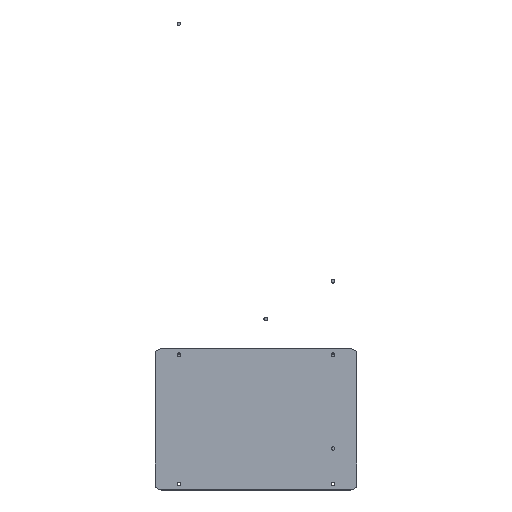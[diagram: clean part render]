
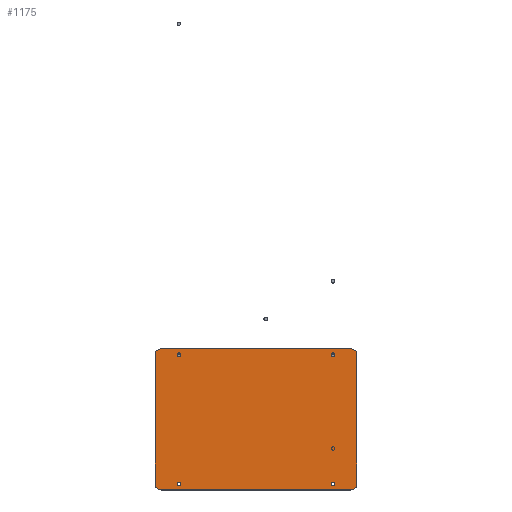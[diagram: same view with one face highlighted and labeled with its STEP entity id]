
A CAD part, top view. The second image highlights one B-rep face of the part: STEP entity #1175.
In plain terms, the highlighted planar face has unit normal (0, 0, 1).
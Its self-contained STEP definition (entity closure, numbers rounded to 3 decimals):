
#1 = ORIENTED_EDGE ( 'NONE', *, *, #344, .F. ) ;
#5 = CARTESIAN_POINT ( 'NONE',  ( -16., -10.9, 1.6 ) ) ;
#9 = EDGE_CURVE ( 'NONE', #1487, #2373, #777, .T. ) ;
#13 = ORIENTED_EDGE ( 'NONE', *, *, #989, .F. ) ;
#29 = ORIENTED_EDGE ( 'NONE', *, *, #2204, .T. ) ;
#33 = CARTESIAN_POINT ( 'NONE',  ( -13., 10.9, 1.6 ) ) ;
#59 = CARTESIAN_POINT ( 'NONE',  ( 16., 11.9, 1.6 ) ) ;
#64 = VECTOR ( 'NONE', #1652, 1000. ) ;
#112 = AXIS2_PLACEMENT_3D ( 'NONE', #33, #830, #463 ) ;
#113 = ORIENTED_EDGE ( 'NONE', *, *, #298, .F. ) ;
#116 = DIRECTION ( 'NONE',  ( 1., 0., 0. ) ) ;
#131 = CARTESIAN_POINT ( 'NONE',  ( -12.7, 10.9, 1.6 ) ) ;
#132 = LINE ( 'NONE', #587, #592 ) ;
#135 = CARTESIAN_POINT ( 'NONE',  ( 13., -10.9, 1.6 ) ) ;
#142 = CARTESIAN_POINT ( 'NONE',  ( -13.3, -10.9, 1.6 ) ) ;
#147 = ORIENTED_EDGE ( 'NONE', *, *, #2591, .F. ) ;
#153 = VERTEX_POINT ( 'NONE', #922 ) ;
#155 = AXIS2_PLACEMENT_3D ( 'NONE', #649, #1501, #1547 ) ;
#182 = CIRCLE ( 'NONE', #1880, 0.3 ) ;
#190 = FACE_BOUND ( 'NONE', #1011, .T. ) ;
#229 = AXIS2_PLACEMENT_3D ( 'NONE', #1395, #727, #317 ) ;
#271 = CARTESIAN_POINT ( 'NONE',  ( -13.3, 10.9, 1.6 ) ) ;
#298 = EDGE_CURVE ( 'NONE', #1926, #1085, #394, .T. ) ;
#302 = VERTEX_POINT ( 'NONE', #1878 ) ;
#317 = DIRECTION ( 'NONE',  ( 1., 0., 0. ) ) ;
#324 = ORIENTED_EDGE ( 'NONE', *, *, #1868, .F. ) ;
#340 = CIRCLE ( 'NONE', #2491, 0.3 ) ;
#344 = EDGE_CURVE ( 'NONE', #1851, #708, #132, .T. ) ;
#394 = LINE ( 'NONE', #1191, #64 ) ;
#396 = FACE_BOUND ( 'NONE', #1497, .T. ) ;
#406 = CARTESIAN_POINT ( 'NONE',  ( 16., -11.9, 1.6 ) ) ;
#435 = AXIS2_PLACEMENT_3D ( 'NONE', #1535, #474, #1321 ) ;
#437 = CARTESIAN_POINT ( 'NONE',  ( -13., -10.9, 1.6 ) ) ;
#442 = ORIENTED_EDGE ( 'NONE', *, *, #1538, .F. ) ;
#446 = DIRECTION ( 'NONE',  ( -1., 0., 0. ) ) ;
#447 = CIRCLE ( 'NONE', #229, 1. ) ;
#463 = DIRECTION ( 'NONE',  ( 1., 0., 0. ) ) ;
#464 = EDGE_CURVE ( 'NONE', #708, #1926, #2160, .T. ) ;
#474 = DIRECTION ( 'NONE',  ( 0., 0., -1. ) ) ;
#539 = EDGE_LOOP ( 'NONE', ( #1185, #1, #600, #1635, #2554, #29, #442, #113 ) ) ;
#568 = CIRCLE ( 'NONE', #2588, 0.3 ) ;
#587 = CARTESIAN_POINT ( 'NONE',  ( 16., -11.9, 1.6 ) ) ;
#592 = VECTOR ( 'NONE', #1397, 1000. ) ;
#598 = DIRECTION ( 'NONE',  ( 0., 0., 1. ) ) ;
#600 = ORIENTED_EDGE ( 'NONE', *, *, #2182, .T. ) ;
#601 = CARTESIAN_POINT ( 'NONE',  ( 12.7, -10.9, 1.6 ) ) ;
#607 = VERTEX_POINT ( 'NONE', #2610 ) ;
#649 = CARTESIAN_POINT ( 'NONE',  ( -13., -10.9, 1.6 ) ) ;
#650 = CARTESIAN_POINT ( 'NONE',  ( 13., 10.9, 1.6 ) ) ;
#672 = EDGE_CURVE ( 'NONE', #607, #153, #2687, .T. ) ;
#679 = DIRECTION ( 'NONE',  ( 1., 0., 0. ) ) ;
#703 = EDGE_CURVE ( 'NONE', #1290, #2300, #568, .T. ) ;
#708 = VERTEX_POINT ( 'NONE', #2049 ) ;
#722 = DIRECTION ( 'NONE',  ( 1., 0., 0. ) ) ;
#727 = DIRECTION ( 'NONE',  ( 0., 0., 1. ) ) ;
#733 = DIRECTION ( 'NONE',  ( 1., 0., 0. ) ) ;
#777 = CIRCLE ( 'NONE', #155, 0.3 ) ;
#808 = CARTESIAN_POINT ( 'NONE',  ( -17., 10.9, 1.6 ) ) ;
#816 = EDGE_LOOP ( 'NONE', ( #2212, #13 ) ) ;
#830 = DIRECTION ( 'NONE',  ( 0., 0., 1. ) ) ;
#841 = DIRECTION ( 'NONE',  ( 0., 0., -1. ) ) ;
#889 = DIRECTION ( 'NONE',  ( 1., 0., 0. ) ) ;
#922 = CARTESIAN_POINT ( 'NONE',  ( 17., 10.9, 1.6 ) ) ;
#982 = ORIENTED_EDGE ( 'NONE', *, *, #9, .F. ) ;
#985 = VERTEX_POINT ( 'NONE', #2258 ) ;
#989 = EDGE_CURVE ( 'NONE', #2300, #1290, #2453, .T. ) ;
#1011 = EDGE_LOOP ( 'NONE', ( #982, #324 ) ) ;
#1033 = FACE_OUTER_BOUND ( 'NONE', #539, .T. ) ;
#1038 = VECTOR ( 'NONE', #1805, 1000. ) ;
#1045 = DIRECTION ( 'NONE',  ( 0., 0., 1. ) ) ;
#1048 = LINE ( 'NONE', #1297, #1038 ) ;
#1085 = VERTEX_POINT ( 'NONE', #808 ) ;
#1175 = ADVANCED_FACE ( 'NONE', ( #1255, #2510, #396, #190, #1033 ), #2548, .F. ) ;
#1185 = ORIENTED_EDGE ( 'NONE', *, *, #464, .F. ) ;
#1191 = CARTESIAN_POINT ( 'NONE',  ( -17., -10.9, 1.6 ) ) ;
#1200 = DIRECTION ( 'NONE',  ( 0., 0., 1. ) ) ;
#1206 = DIRECTION ( 'NONE',  ( 0., 0., -1. ) ) ;
#1225 = AXIS2_PLACEMENT_3D ( 'NONE', #135, #2240, #733 ) ;
#1255 = FACE_BOUND ( 'NONE', #816, .T. ) ;
#1290 = VERTEX_POINT ( 'NONE', #1588 ) ;
#1297 = CARTESIAN_POINT ( 'NONE',  ( 17., -10.9, 1.6 ) ) ;
#1310 = CARTESIAN_POINT ( 'NONE',  ( -16., 10.9, 1.6 ) ) ;
#1321 = DIRECTION ( 'NONE',  ( -1., 0., 0. ) ) ;
#1395 = CARTESIAN_POINT ( 'NONE',  ( 16., -10.9, 1.6 ) ) ;
#1397 = DIRECTION ( 'NONE',  ( -1., 0., 0. ) ) ;
#1464 = DIRECTION ( 'NONE',  ( -1., 0., 0. ) ) ;
#1478 = DIRECTION ( 'NONE',  ( 0., 0., 1. ) ) ;
#1487 = VERTEX_POINT ( 'NONE', #2497 ) ;
#1497 = EDGE_LOOP ( 'NONE', ( #2727, #1870 ) ) ;
#1501 = DIRECTION ( 'NONE',  ( 0., 0., 1. ) ) ;
#1535 = CARTESIAN_POINT ( 'NONE',  ( 16., 10.9, 1.6 ) ) ;
#1538 = EDGE_CURVE ( 'NONE', #1085, #2710, #2446, .T. ) ;
#1547 = DIRECTION ( 'NONE',  ( 1., 0., 0. ) ) ;
#1585 = LINE ( 'NONE', #59, #2519 ) ;
#1588 = CARTESIAN_POINT ( 'NONE',  ( 13.3, -10.9, 1.6 ) ) ;
#1635 = ORIENTED_EDGE ( 'NONE', *, *, #1872, .T. ) ;
#1650 = CARTESIAN_POINT ( 'NONE',  ( 12.7, 10.9, 1.6 ) ) ;
#1652 = DIRECTION ( 'NONE',  ( 0., 1., 0. ) ) ;
#1722 = DIRECTION ( 'NONE',  ( 0., 0., -1. ) ) ;
#1804 = AXIS2_PLACEMENT_3D ( 'NONE', #5, #841, #2173 ) ;
#1805 = DIRECTION ( 'NONE',  ( 0., 1., 0. ) ) ;
#1809 = CIRCLE ( 'NONE', #112, 0.3 ) ;
#1841 = CIRCLE ( 'NONE', #2061, 0.3 ) ;
#1851 = VERTEX_POINT ( 'NONE', #406 ) ;
#1868 = EDGE_CURVE ( 'NONE', #2373, #1487, #340, .T. ) ;
#1870 = ORIENTED_EDGE ( 'NONE', *, *, #2372, .F. ) ;
#1872 = EDGE_CURVE ( 'NONE', #302, #153, #1048, .T. ) ;
#1878 = CARTESIAN_POINT ( 'NONE',  ( 17., -10.9, 1.6 ) ) ;
#1880 = AXIS2_PLACEMENT_3D ( 'NONE', #650, #1045, #679 ) ;
#1886 = ORIENTED_EDGE ( 'NONE', *, *, #2427, .F. ) ;
#1926 = VERTEX_POINT ( 'NONE', #2197 ) ;
#1951 = EDGE_CURVE ( 'NONE', #2274, #1957, #1809, .T. ) ;
#1957 = VERTEX_POINT ( 'NONE', #271 ) ;
#2037 = CARTESIAN_POINT ( 'NONE',  ( 13., -10.9, 1.6 ) ) ;
#2045 = EDGE_LOOP ( 'NONE', ( #1886, #147 ) ) ;
#2049 = CARTESIAN_POINT ( 'NONE',  ( -16., -11.9, 1.6 ) ) ;
#2052 = CARTESIAN_POINT ( 'NONE',  ( -13., 10.9, 1.6 ) ) ;
#2060 = DIRECTION ( 'NONE',  ( 1., 0., 0. ) ) ;
#2061 = AXIS2_PLACEMENT_3D ( 'NONE', #2052, #1200, #2060 ) ;
#2160 = CIRCLE ( 'NONE', #1804, 1. ) ;
#2173 = DIRECTION ( 'NONE',  ( -1., 0., 0. ) ) ;
#2182 = EDGE_CURVE ( 'NONE', #1851, #302, #447, .T. ) ;
#2197 = CARTESIAN_POINT ( 'NONE',  ( -17., -10.9, 1.6 ) ) ;
#2204 = EDGE_CURVE ( 'NONE', #607, #2710, #1585, .T. ) ;
#2212 = ORIENTED_EDGE ( 'NONE', *, *, #703, .F. ) ;
#2240 = DIRECTION ( 'NONE',  ( 0., 0., 1. ) ) ;
#2258 = CARTESIAN_POINT ( 'NONE',  ( 13.3, 10.9, 1.6 ) ) ;
#2263 = AXIS2_PLACEMENT_3D ( 'NONE', #1310, #1722, #446 ) ;
#2267 = VERTEX_POINT ( 'NONE', #1650 ) ;
#2274 = VERTEX_POINT ( 'NONE', #131 ) ;
#2298 = AXIS2_PLACEMENT_3D ( 'NONE', #2765, #1206, #1464 ) ;
#2300 = VERTEX_POINT ( 'NONE', #601 ) ;
#2372 = EDGE_CURVE ( 'NONE', #1957, #2274, #1841, .T. ) ;
#2373 = VERTEX_POINT ( 'NONE', #142 ) ;
#2427 = EDGE_CURVE ( 'NONE', #985, #2267, #182, .T. ) ;
#2433 = CARTESIAN_POINT ( 'NONE',  ( 13., 10.9, 1.6 ) ) ;
#2446 = CIRCLE ( 'NONE', #2263, 1. ) ;
#2453 = CIRCLE ( 'NONE', #1225, 0.3 ) ;
#2476 = CIRCLE ( 'NONE', #2514, 0.3 ) ;
#2491 = AXIS2_PLACEMENT_3D ( 'NONE', #437, #1478, #889 ) ;
#2497 = CARTESIAN_POINT ( 'NONE',  ( -12.7, -10.9, 1.6 ) ) ;
#2510 = FACE_BOUND ( 'NONE', #2045, .T. ) ;
#2514 = AXIS2_PLACEMENT_3D ( 'NONE', #2433, #2653, #722 ) ;
#2519 = VECTOR ( 'NONE', #2691, 1000. ) ;
#2548 = PLANE ( 'NONE',  #2298 ) ;
#2554 = ORIENTED_EDGE ( 'NONE', *, *, #672, .F. ) ;
#2588 = AXIS2_PLACEMENT_3D ( 'NONE', #2037, #598, #116 ) ;
#2591 = EDGE_CURVE ( 'NONE', #2267, #985, #2476, .T. ) ;
#2610 = CARTESIAN_POINT ( 'NONE',  ( 16., 11.9, 1.6 ) ) ;
#2653 = DIRECTION ( 'NONE',  ( 0., 0., 1. ) ) ;
#2687 = CIRCLE ( 'NONE', #435, 1. ) ;
#2691 = DIRECTION ( 'NONE',  ( -1., 0., 0. ) ) ;
#2710 = VERTEX_POINT ( 'NONE', #2775 ) ;
#2727 = ORIENTED_EDGE ( 'NONE', *, *, #1951, .F. ) ;
#2765 = CARTESIAN_POINT ( 'NONE',  ( -16., -10.9, 1.6 ) ) ;
#2775 = CARTESIAN_POINT ( 'NONE',  ( -16., 11.9, 1.6 ) ) ;
